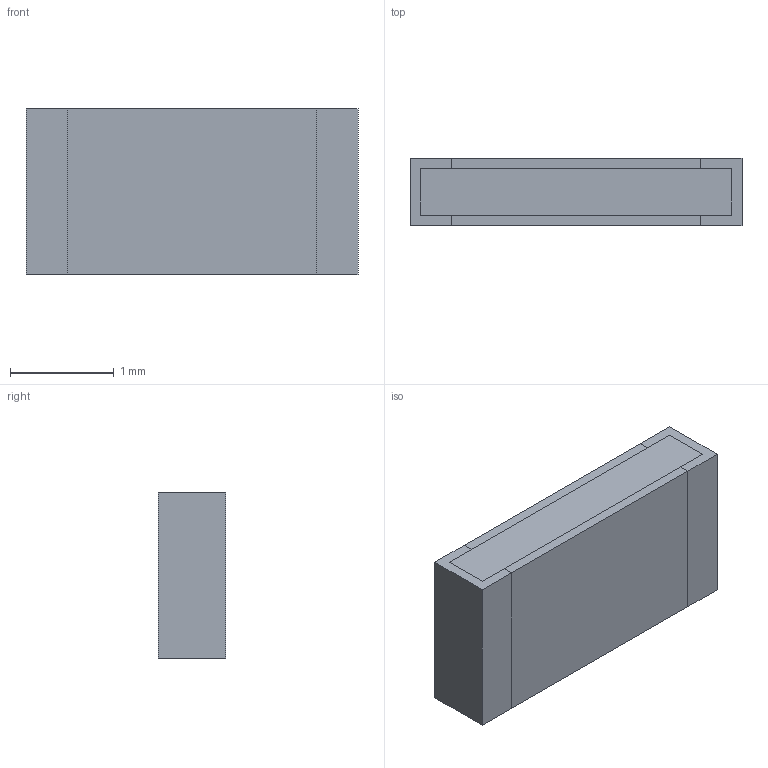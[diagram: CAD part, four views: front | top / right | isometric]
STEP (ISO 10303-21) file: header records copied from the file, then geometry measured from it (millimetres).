
FILE_DESCRIPTION (( 'STEP AP214' ), '1' );
FILE_NAME ('H2U14W1H1A0400.STEP', '2023-04-03T17:00:27', ( '' ), ( '' ), 'SwSTEP 2.0', 'SolidWorks 2021', '' );
FILE_SCHEMA (( 'AUTOMOTIVE_DESIGN' ));
Length unit declared in the file: millimetre
Products named in the file (1): H2U14W1H1A0400
Bounding box: 3.2 x 0.65 x 1.6 mm (x, y, z)
Volume: 3.3 mm3; surface area: 40.5 mm2
Topology: 6 solids, 6 shells, 67 faces, 162 edges, 108 vertices
Faces by surface type: plane 53, bspline 14
Entity records: 2727 total; most frequent: CARTESIAN_POINT 1168, ORIENTED_EDGE 324, DIRECTION 242, EDGE_CURVE 162, VECTOR 134, LINE 134, VERTEX_POINT 108, EDGE_LOOP 68
